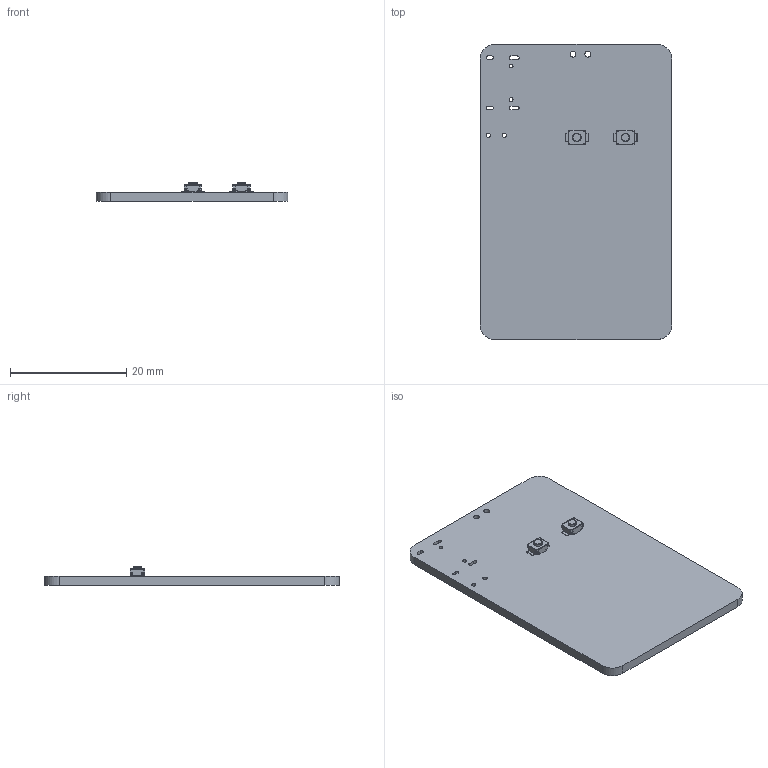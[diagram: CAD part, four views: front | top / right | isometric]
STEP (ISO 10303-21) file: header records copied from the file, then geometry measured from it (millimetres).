
FILE_DESCRIPTION(('KiCad electronic assembly'),'2;1');
FILE_NAME('Luzy.step','2023-02-02T21:30:47',('Pcbnew'),('Kicad'), 'Open CASCADE STEP processor 7.6','KiCad to STEP converter','Unknown' );
FILE_SCHEMA(('AUTOMOTIVE_DESIGN { 1 0 10303 214 1 1 1 1 }'));
Length unit declared in the file: millimetre
Products named in the file (4): Luzy 1; SW_SPST_B3U-1000P; SOLID; Luzy PCB
Assembly tree (4 placements, depth 3):
  Luzy 1
    SW_SPST_B3U-1000P  x2
      SOLID
    Luzy PCB
Bounding box: 33.02 x 50.8 x 3.24 mm (x, y, z)
Volume: 2683.5 mm3; surface area: 3708.2 mm2
Topology: 3 solids, 3 shells, 516 faces, 1324 edges, 758 vertices
Faces by surface type: plane 228, cylinder 220, sphere 34, torus 34
Full cylindrical faces by diameter (mm): 0.65 x2, 0.75 x2, 1 x2, 1.5 x2
Entity records: 21355 total; most frequent: CARTESIAN_POINT 5564, DIRECTION 2729, LINE 1626, VECTOR 1626, ORIENTED_EDGE 1380, PCURVE 1380, DEFINITIONAL_REPRESENTATION 1380, EDGE_CURVE 690
